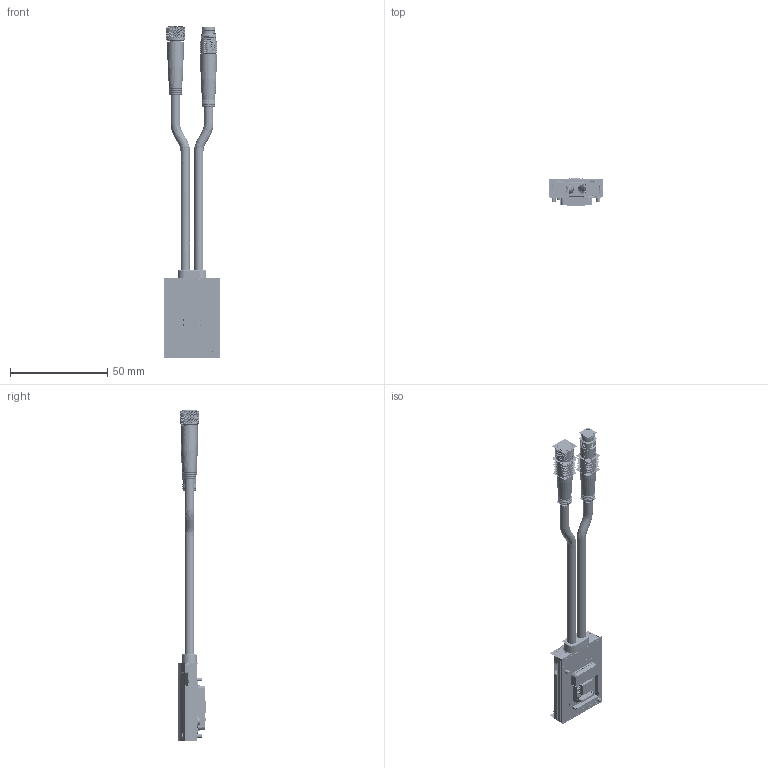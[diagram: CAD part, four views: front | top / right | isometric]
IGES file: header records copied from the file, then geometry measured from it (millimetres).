
Start section:  PTC IGES file: 242830_sm01.igs
Global section: file name: 242830_sm01.igs; native system: Creo Parametric by PTC Inc.; preprocessor: 2022414; author: banengservice; organization: Unknown; date: 20240528.121810; units: millimetre
Bounding box: 28.83 x 14.17 x 170.83 mm (x, y, z)
Volume: 14896.7 mm3; surface area: 97510.9 mm2
Topology: 7 solids, 8 shells, 12228 faces, 59996 edges, 73546 vertices
Faces by surface type: bspline 8602, revolution 3626
